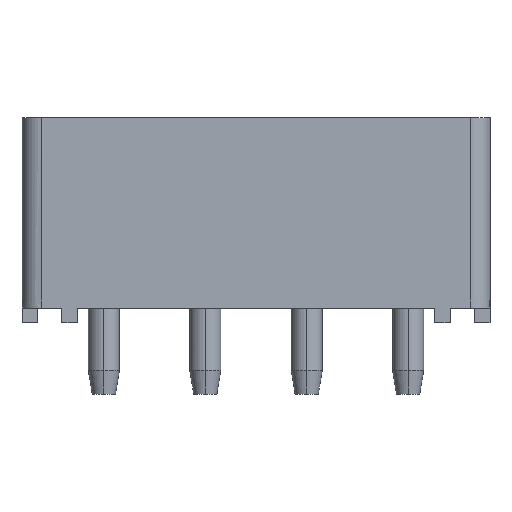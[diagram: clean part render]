
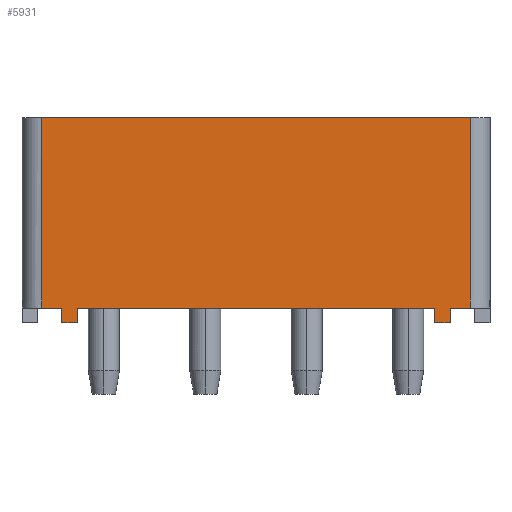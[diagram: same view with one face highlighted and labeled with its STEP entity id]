
A CAD part, front view. The second image highlights one B-rep face of the part: STEP entity #5931.
In plain terms, the highlighted face is a extrusion surface.
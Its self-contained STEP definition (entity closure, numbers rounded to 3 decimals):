
#5931 = ADVANCED_FACE('',(#5932),#6030,.T.);
#5932 = FACE_BOUND('',#5933,.T.);
#5933 = EDGE_LOOP('',(#5934,#5944,#5952,#5960,#5968,#5976,#5984,#5992,
    #6000,#6008,#6016,#6024));
#5934 = ORIENTED_EDGE('',*,*,#5935,.T.);
#5935 = EDGE_CURVE('',#5936,#5938,#5940,.T.);
#5936 = VERTEX_POINT('',#5937);
#5937 = CARTESIAN_POINT('',(10.72,-4.14,10.27));
#5938 = VERTEX_POINT('',#5939);
#5939 = CARTESIAN_POINT('',(-10.72,-4.14,10.27));
#5940 = LINE('',#5941,#5942);
#5941 = CARTESIAN_POINT('',(10.72,-4.14,10.27));
#5942 = VECTOR('',#5943,1.);
#5943 = DIRECTION('',(-1.,0.,0.));
#5944 = ORIENTED_EDGE('',*,*,#5945,.T.);
#5945 = EDGE_CURVE('',#5938,#5946,#5948,.T.);
#5946 = VERTEX_POINT('',#5947);
#5947 = CARTESIAN_POINT('',(-10.72,-4.14,0.74));
#5948 = LINE('',#5949,#5950);
#5949 = CARTESIAN_POINT('',(-10.72,-4.14,10.27));
#5950 = VECTOR('',#5951,1.);
#5951 = DIRECTION('',(0.,0.,-1.));
#5952 = ORIENTED_EDGE('',*,*,#5953,.T.);
#5953 = EDGE_CURVE('',#5946,#5954,#5956,.T.);
#5954 = VERTEX_POINT('',#5955);
#5955 = CARTESIAN_POINT('',(-9.72,-4.14,0.74));
#5956 = LINE('',#5957,#5958);
#5957 = CARTESIAN_POINT('',(-10.72,-4.14,0.74));
#5958 = VECTOR('',#5959,1.);
#5959 = DIRECTION('',(1.,0.,0.));
#5960 = ORIENTED_EDGE('',*,*,#5961,.T.);
#5961 = EDGE_CURVE('',#5954,#5962,#5964,.T.);
#5962 = VERTEX_POINT('',#5963);
#5963 = CARTESIAN_POINT('',(-9.72,-4.14,0.));
#5964 = LINE('',#5965,#5966);
#5965 = CARTESIAN_POINT('',(-9.72,-4.14,0.74));
#5966 = VECTOR('',#5967,1.);
#5967 = DIRECTION('',(0.,0.,-1.));
#5968 = ORIENTED_EDGE('',*,*,#5969,.T.);
#5969 = EDGE_CURVE('',#5962,#5970,#5972,.T.);
#5970 = VERTEX_POINT('',#5971);
#5971 = CARTESIAN_POINT('',(-8.96,-4.14,0.));
#5972 = LINE('',#5973,#5974);
#5973 = CARTESIAN_POINT('',(-9.72,-4.14,0.));
#5974 = VECTOR('',#5975,1.);
#5975 = DIRECTION('',(1.,0.,0.));
#5976 = ORIENTED_EDGE('',*,*,#5977,.T.);
#5977 = EDGE_CURVE('',#5970,#5978,#5980,.T.);
#5978 = VERTEX_POINT('',#5979);
#5979 = CARTESIAN_POINT('',(-8.96,-4.14,0.74));
#5980 = LINE('',#5981,#5982);
#5981 = CARTESIAN_POINT('',(-8.96,-4.14,0.));
#5982 = VECTOR('',#5983,1.);
#5983 = DIRECTION('',(0.,0.,1.));
#5984 = ORIENTED_EDGE('',*,*,#5985,.T.);
#5985 = EDGE_CURVE('',#5978,#5986,#5988,.T.);
#5986 = VERTEX_POINT('',#5987);
#5987 = CARTESIAN_POINT('',(8.96,-4.14,0.74));
#5988 = LINE('',#5989,#5990);
#5989 = CARTESIAN_POINT('',(-8.96,-4.14,0.74));
#5990 = VECTOR('',#5991,1.);
#5991 = DIRECTION('',(1.,0.,0.));
#5992 = ORIENTED_EDGE('',*,*,#5993,.T.);
#5993 = EDGE_CURVE('',#5986,#5994,#5996,.T.);
#5994 = VERTEX_POINT('',#5995);
#5995 = CARTESIAN_POINT('',(8.96,-4.14,0.));
#5996 = LINE('',#5997,#5998);
#5997 = CARTESIAN_POINT('',(8.96,-4.14,0.74));
#5998 = VECTOR('',#5999,1.);
#5999 = DIRECTION('',(0.,0.,-1.));
#6000 = ORIENTED_EDGE('',*,*,#6001,.T.);
#6001 = EDGE_CURVE('',#5994,#6002,#6004,.T.);
#6002 = VERTEX_POINT('',#6003);
#6003 = CARTESIAN_POINT('',(9.72,-4.14,0.));
#6004 = LINE('',#6005,#6006);
#6005 = CARTESIAN_POINT('',(8.96,-4.14,0.));
#6006 = VECTOR('',#6007,1.);
#6007 = DIRECTION('',(1.,0.,0.));
#6008 = ORIENTED_EDGE('',*,*,#6009,.T.);
#6009 = EDGE_CURVE('',#6002,#6010,#6012,.T.);
#6010 = VERTEX_POINT('',#6011);
#6011 = CARTESIAN_POINT('',(9.72,-4.14,0.74));
#6012 = LINE('',#6013,#6014);
#6013 = CARTESIAN_POINT('',(9.72,-4.14,0.));
#6014 = VECTOR('',#6015,1.);
#6015 = DIRECTION('',(0.,0.,1.));
#6016 = ORIENTED_EDGE('',*,*,#6017,.T.);
#6017 = EDGE_CURVE('',#6010,#6018,#6020,.T.);
#6018 = VERTEX_POINT('',#6019);
#6019 = CARTESIAN_POINT('',(10.72,-4.14,0.74));
#6020 = LINE('',#6021,#6022);
#6021 = CARTESIAN_POINT('',(9.72,-4.14,0.74));
#6022 = VECTOR('',#6023,1.);
#6023 = DIRECTION('',(1.,0.,0.));
#6024 = ORIENTED_EDGE('',*,*,#6025,.T.);
#6025 = EDGE_CURVE('',#6018,#5936,#6026,.T.);
#6026 = LINE('',#6027,#6028);
#6027 = CARTESIAN_POINT('',(10.72,-4.14,0.74));
#6028 = VECTOR('',#6029,1.);
#6029 = DIRECTION('',(0.,0.,1.));
#6030 = SURFACE_OF_LINEAR_EXTRUSION('',#6031,#6035);
#6031 = LINE('',#6032,#6033);
#6032 = CARTESIAN_POINT('',(-10.72,-4.14,10.27));
#6033 = VECTOR('',#6034,1.);
#6034 = DIRECTION('',(0.,0.,-1.));
#6035 = VECTOR('',#6036,1.);
#6036 = DIRECTION('',(1.,0.,0.));
